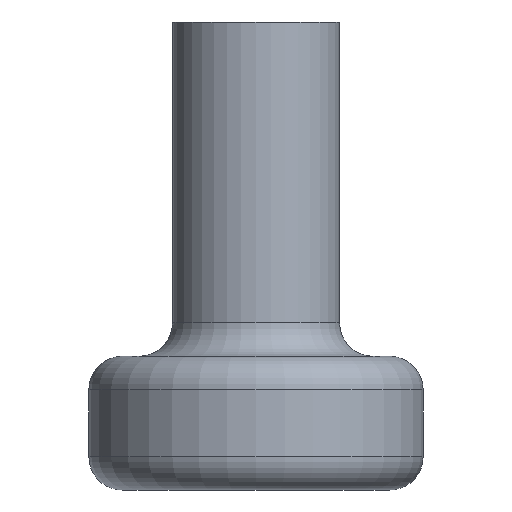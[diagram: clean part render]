
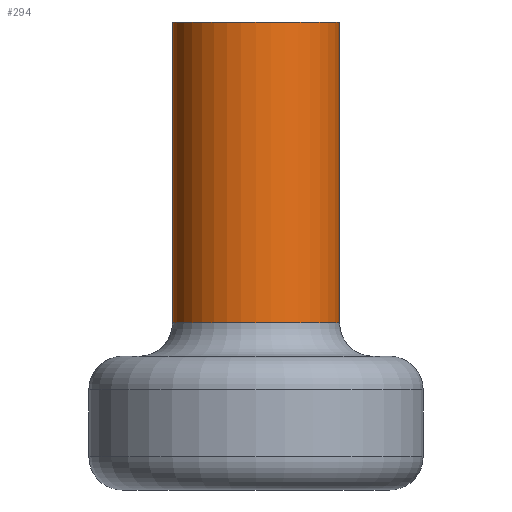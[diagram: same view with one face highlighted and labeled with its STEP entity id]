
A CAD part, front view. The second image highlights one B-rep face of the part: STEP entity #294.
In plain terms, the highlighted cylindrical face has radius 6.25 mm (diameter 12.5 mm), a full revolution.
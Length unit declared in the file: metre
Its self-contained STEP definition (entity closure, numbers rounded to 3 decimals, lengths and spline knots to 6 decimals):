
#50=ORIENTED_EDGE('',*,*,#126,.T.);
#51=ORIENTED_EDGE('',*,*,#127,.T.);
#126=EDGE_CURVE('',#164,#164,#190,.F.);
#127=EDGE_CURVE('',#165,#165,#191,.T.);
#164=VERTEX_POINT('',#498);
#165=VERTEX_POINT('',#500);
#190=CIRCLE('',#332,0.00625);
#191=CIRCLE('',#333,0.00625);
#216=EDGE_LOOP('',(#50));
#217=EDGE_LOOP('',(#51));
#250=FACE_BOUND('',#216,.T.);
#251=FACE_BOUND('',#217,.T.);
#284=CYLINDRICAL_SURFACE('',#331,0.00625);
#294=ADVANCED_FACE('',(#250,#251),#284,.T.);
#331=AXIS2_PLACEMENT_3D('',#496,#383,#384);
#332=AXIS2_PLACEMENT_3D('',#497,#385,#386);
#333=AXIS2_PLACEMENT_3D('',#499,#387,#388);
#383=DIRECTION('',(0.,0.,1.));
#384=DIRECTION('',(1.,0.,0.));
#385=DIRECTION('',(0.,0.,-1.));
#386=DIRECTION('',(-1.,0.,0.));
#387=DIRECTION('',(0.,0.,-1.));
#388=DIRECTION('',(-1.,0.,0.));
#496=CARTESIAN_POINT('',(0.744,-0.092,-0.035));
#497=CARTESIAN_POINT('',(0.744,-0.092,-0.0325));
#498=CARTESIAN_POINT('',(0.73775,-0.092,-0.0325));
#499=CARTESIAN_POINT('',(0.744,-0.092,-0.01));
#500=CARTESIAN_POINT('',(0.73775,-0.092,-0.01));
